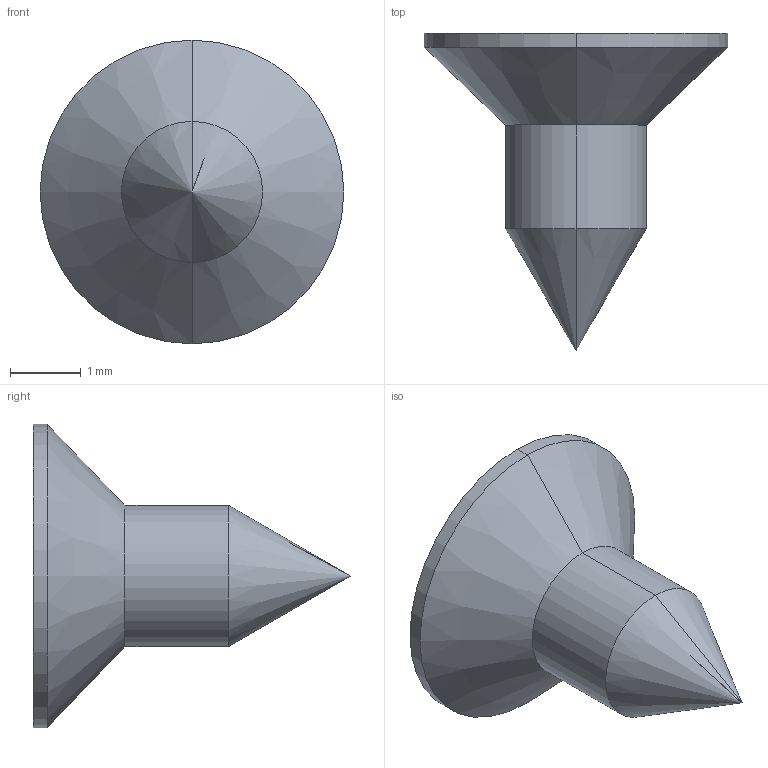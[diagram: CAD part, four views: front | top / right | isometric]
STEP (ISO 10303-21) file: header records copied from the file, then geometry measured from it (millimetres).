
FILE_DESCRIPTION (( 'STEP AP214' ), '1' );
FILE_NAME ('DIN 7982 M2X4,5.STEP', '2015-03-09T07:44:34', ( '' ), ( '' ), 'SwSTEP 2.0', 'SolidWorks 2012', '' );
FILE_SCHEMA (( 'AUTOMOTIVE_DESIGN' ));
Length unit declared in the file: millimetre
Products named in the file (1): DIN 7982 M2X4,5
Bounding box: 4.3 x 4.5 x 4.3 mm (x, y, z)
Volume: 17.2 mm3; surface area: 52.7 mm2
Topology: 1 solids, 1 shells, 22 faces, 54 edges, 33 vertices
Faces by surface type: plane 14, cone 4, cylinder 4
Entity records: 680 total; most frequent: CARTESIAN_POINT 108, DIRECTION 106, ORIENTED_EDGE 104, EDGE_CURVE 52, LINE 44, VECTOR 44, VERTEX_POINT 33, AXIS2_PLACEMENT_3D 31
